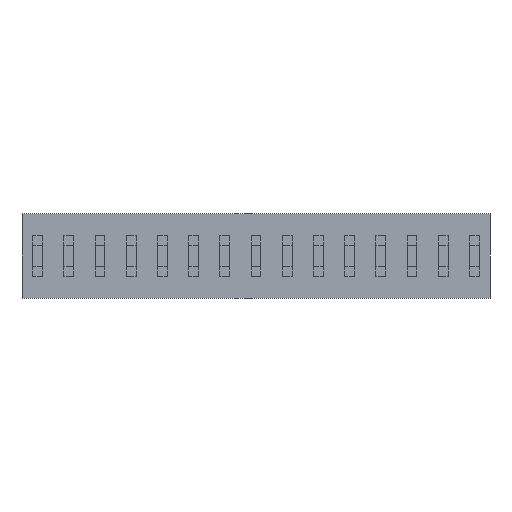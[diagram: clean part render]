
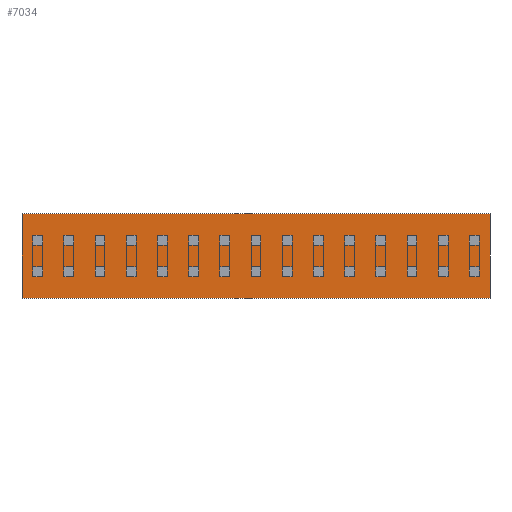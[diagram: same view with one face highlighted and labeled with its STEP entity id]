
A CAD part, front view. The second image highlights one B-rep face of the part: STEP entity #7034.
In plain terms, the highlighted planar face has unit normal (0, -1, 0).
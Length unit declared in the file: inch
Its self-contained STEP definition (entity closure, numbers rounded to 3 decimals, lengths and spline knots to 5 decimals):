
#87=ORIENTED_EDGE('',*,*,#2117,.F.);
#88=ORIENTED_EDGE('',*,*,#2110,.F.);
#89=ORIENTED_EDGE('',*,*,#2136,.F.);
#90=ORIENTED_EDGE('',*,*,#2114,.F.);
#2110=EDGE_CURVE('',#3142,#3140,#3790,.T.);
#2114=EDGE_CURVE('',#3146,#3144,#3794,.T.);
#2117=EDGE_CURVE('',#3140,#3146,#3797,.T.);
#2136=EDGE_CURVE('',#3144,#3142,#3816,.T.);
#3140=VERTEX_POINT('',#9694);
#3142=VERTEX_POINT('',#9698);
#3144=VERTEX_POINT('',#9703);
#3146=VERTEX_POINT('',#9707);
#3790=LINE('',#9699,#4822);
#3794=LINE('',#9708,#4826);
#3797=LINE('',#9714,#4829);
#3816=LINE('',#9749,#4848);
#4822=VECTOR('',#7871,39.37008);
#4826=VECTOR('',#7877,39.37008);
#4829=VECTOR('',#7882,39.37008);
#4848=VECTOR('',#7905,39.37008);
#5858=EDGE_LOOP('',(#87,#88,#89,#90));
#6250=FACE_BOUND('',#5858,.T.);
#6642=PLANE('',#7475);
#7034=ADVANCED_FACE('',(#6250),#6642,.F.);
#7475=AXIS2_PLACEMENT_3D('',#9754,#7912,#7913);
#7871=DIRECTION('',(-1.,0.,0.));
#7877=DIRECTION('',(1.,0.,0.));
#7882=DIRECTION('',(0.,0.,1.));
#7905=DIRECTION('',(0.,0.,-1.));
#7912=DIRECTION('',(0.,1.,0.));
#7913=DIRECTION('',(0.,0.,1.));
#9694=CARTESIAN_POINT('',(-0.375,0.,-0.0675));
#9698=CARTESIAN_POINT('',(0.375,0.,-0.0675));
#9699=CARTESIAN_POINT('',(0.375,0.,-0.0675));
#9703=CARTESIAN_POINT('',(0.375,0.,0.0675));
#9707=CARTESIAN_POINT('',(-0.375,0.,0.0675));
#9708=CARTESIAN_POINT('',(-0.375,0.,0.0675));
#9714=CARTESIAN_POINT('',(-0.375,0.,-0.0675));
#9749=CARTESIAN_POINT('',(0.375,0.,0.0675));
#9754=CARTESIAN_POINT('',(0.,0.,0.));
